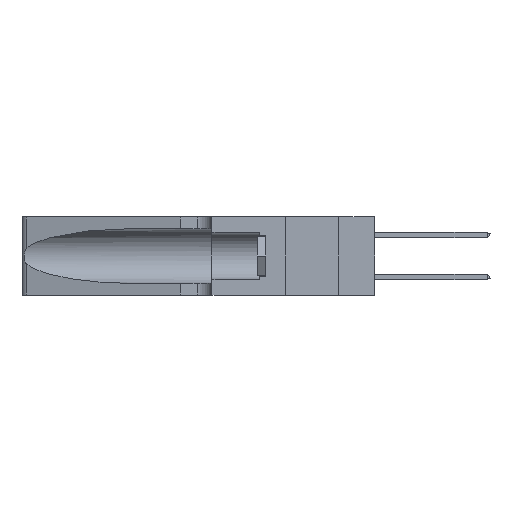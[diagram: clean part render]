
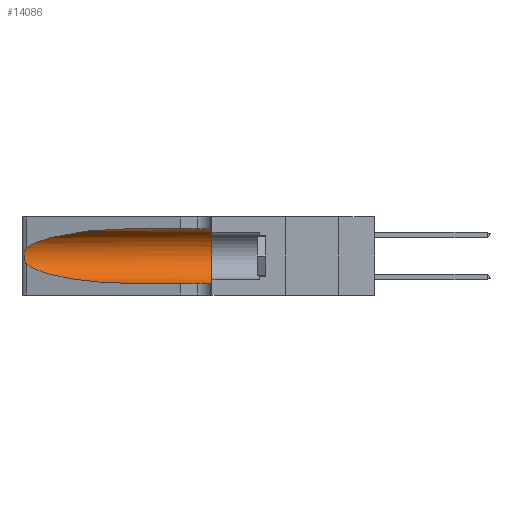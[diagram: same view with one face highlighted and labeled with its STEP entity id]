
A CAD part, left-side view. The second image highlights one B-rep face of the part: STEP entity #14086.
In plain terms, the highlighted cylindrical face has radius 3.308 mm (diameter 6.617 mm), a partial arc.
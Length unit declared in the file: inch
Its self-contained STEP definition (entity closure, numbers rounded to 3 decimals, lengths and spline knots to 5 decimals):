
#197 = EDGE_CURVE ( 'NONE', #3765, #15829, #24658, .T. ) ;
#591 = ORIENTED_EDGE ( 'NONE', *, *, #197, .F. ) ;
#1330 = VERTEX_POINT ( 'NONE', #21433 ) ;
#1457 = ORIENTED_EDGE ( 'NONE', *, *, #16685, .T. ) ;
#1474 = VECTOR ( 'NONE', #11743, 39.37008 ) ;
#1843 = CARTESIAN_POINT ( 'NONE',  ( 0.26075, 1.23896, 0.178 ) ) ;
#3120 = ORIENTED_EDGE ( 'NONE', *, *, #17160, .T. ) ;
#3567 = CARTESIAN_POINT ( 'NONE',  ( 0.1305, 0.35, 0.05475 ) ) ;
#3765 = VERTEX_POINT ( 'NONE', #4577 ) ;
#4224 = CARTESIAN_POINT ( 'NONE',  ( 0.25856, 1.23593, 0.16098 ) ) ;
#4577 = CARTESIAN_POINT ( 'NONE',  ( 0.1305, 0.35, 0.31525 ) ) ;
#5383 = ORIENTED_EDGE ( 'NONE', *, *, #9794, .T. ) ;
#6467 = CARTESIAN_POINT ( 'NONE',  ( 0.25487, 1.22718, 0.22369 ) ) ;
#6567 = CARTESIAN_POINT ( 'NONE',  ( 0.25639, 1.23186, 0.15144 ) ) ;
#6621 = DIRECTION ( 'NONE',  ( 0., 0., -1. ) ) ;
#8177 = CARTESIAN_POINT ( 'NONE',  ( 0.25487, 1.22718, 0.22369 ) ) ;
#8710 = CARTESIAN_POINT ( 'NONE',  ( 0.1305, 0.72297, 0.05475 ) ) ;
#8925 = CARTESIAN_POINT ( 'NONE',  ( 0.25487, 1.22718, 0.14631 ) ) ;
#8955 = LINE ( 'NONE', #18735, #19295 ) ;
#9377 = CARTESIAN_POINT ( 'NONE',  ( 0.1305, 1.61858, 0.31525 ) ) ;
#9794 = EDGE_CURVE ( 'NONE', #13404, #15829, #8955, .T. ) ;
#11185 = CARTESIAN_POINT ( 'NONE',  ( 0.25639, 1.23184, 0.21858 ) ) ;
#11743 = DIRECTION ( 'NONE',  ( 0., -1., 0. ) ) ;
#12078 = AXIS2_PLACEMENT_3D ( 'NONE', #18352, #25293, #6621 ) ;
#12253 = VERTEX_POINT ( 'NONE', #22553 ) ;
#12321 = EDGE_CURVE ( 'NONE', #1330, #27012, #13718, .T. ) ;
#13404 = VERTEX_POINT ( 'NONE', #23138 ) ;
#13568 = CARTESIAN_POINT ( 'NONE',  ( 0.25854, 1.2359, 0.20912 ) ) ;
#13718 = B_SPLINE_CURVE_WITH_KNOTS ( 'NONE', 3,
 ( #6467, #25130, #11185, #27424, #13568, #29654, #15931, #1843, #18292, #4224, #20673, #6567, #22943, #8925 ),
 .UNSPECIFIED., .F., .F.,
 ( 4, 2, 2, 2, 2, 2, 4 ),
 ( 0., 0.00027, 0.00053, 0.00107, 0.0016, 0.00187, 0.00214 ),
 .UNSPECIFIED. ) ;
#14086 = ADVANCED_FACE ( 'NONE', ( #24544 ), #29121, .F. ) ;
#14193 = EDGE_CURVE ( 'NONE', #12253, #3765, #20266, .T. ) ;
#14465 = DIRECTION ( 'NONE',  ( 0., 0., 1. ) ) ;
#14505 = DIRECTION ( 'NONE',  ( 0., 1., 0. ) ) ;
#14568 = CARTESIAN_POINT ( 'NONE',  ( 0.1305, 0.35, 0.185 ) ) ;
#15180 = CARTESIAN_POINT ( 'NONE',  ( 0.1305, 0.72297, 0.31525 ) ) ;
#15649 = ORIENTED_EDGE ( 'NONE', *, *, #14193, .F. ) ;
#15710 = CARTESIAN_POINT ( 'NONE',  ( 0.25487, 1.22718, 0.14631 ) ) ;
#15829 = VERTEX_POINT ( 'NONE', #3567 ) ;
#15931 = CARTESIAN_POINT ( 'NONE',  ( 0.26075, 1.23896, 0.19203 ) ) ;
#16462 = DIRECTION ( 'NONE',  ( 0., -1., 0. ) ) ;
#16685 = EDGE_CURVE ( 'NONE', #27012, #13404, #20718, .T. ) ;
#17160 = EDGE_CURVE ( 'NONE', #12253, #1330, #24604, .T. ) ;
#17767 = AXIS2_PLACEMENT_3D ( 'NONE', #14568, #14505, #14465 ) ;
#18292 = CARTESIAN_POINT ( 'NONE',  ( 0.26017, 1.23833, 0.17102 ) ) ;
#18352 = CARTESIAN_POINT ( 'NONE',  ( 0.1305, 1.61858, 0.185 ) ) ;
#18735 = CARTESIAN_POINT ( 'NONE',  ( 0.1305, 1.61858, 0.05475 ) ) ;
#19295 = VECTOR ( 'NONE', #16462, 39.37008 ) ;
#20266 = LINE ( 'NONE', #9377, #1474 ) ;
#20673 = CARTESIAN_POINT ( 'NONE',  ( 0.25789, 1.23486, 0.15765 ) ) ;
#20718 =( BOUNDED_CURVE ( )  B_SPLINE_CURVE ( 3, ( #15710, #29445, #22726, #8710 ),
 .UNSPECIFIED., .F., .F. ) 
 B_SPLINE_CURVE_WITH_KNOTS ( ( 4, 4 ),
 ( 3.44316, 4.71239 ),
 .UNSPECIFIED. ) 
 CURVE ( )  GEOMETRIC_REPRESENTATION_ITEM ( )  RATIONAL_B_SPLINE_CURVE ( ( 1., 0.87, 0.87, 1. ) ) 
 REPRESENTATION_ITEM ( '' )  );
#21433 = CARTESIAN_POINT ( 'NONE',  ( 0.25487, 1.22718, 0.22369 ) ) ;
#22203 = CARTESIAN_POINT ( 'NONE',  ( 0.2373, 1.15595, 0.28018 ) ) ;
#22553 = CARTESIAN_POINT ( 'NONE',  ( 0.1305, 0.72297, 0.31525 ) ) ;
#22726 = CARTESIAN_POINT ( 'NONE',  ( 0.18966, 0.96281, 0.05475 ) ) ;
#22943 = CARTESIAN_POINT ( 'NONE',  ( 0.25555, 1.22993, 0.14849 ) ) ;
#23138 = CARTESIAN_POINT ( 'NONE',  ( 0.1305, 0.72297, 0.05475 ) ) ;
#24028 = CARTESIAN_POINT ( 'NONE',  ( 0.25487, 1.22718, 0.14631 ) ) ;
#24276 = EDGE_LOOP ( 'NONE', ( #3120, #28198, #1457, #5383, #591, #15649 ) ) ;
#24544 = FACE_OUTER_BOUND ( 'NONE', #24276, .T. ) ;
#24604 =( BOUNDED_CURVE ( )  B_SPLINE_CURVE ( 3, ( #15180, #28927, #22203, #8177 ),
 .UNSPECIFIED., .F., .T. ) 
 B_SPLINE_CURVE_WITH_KNOTS ( ( 4, 4 ),
 ( 1.5708, 2.84003 ),
 .UNSPECIFIED. ) 
 CURVE ( )  GEOMETRIC_REPRESENTATION_ITEM ( )  RATIONAL_B_SPLINE_CURVE ( ( 1., 0.87, 0.87, 1. ) ) 
 REPRESENTATION_ITEM ( '' )  );
#24658 = CIRCLE ( 'NONE', #17767, 0.13025 ) ;
#25130 = CARTESIAN_POINT ( 'NONE',  ( 0.25555, 1.22994, 0.2215 ) ) ;
#25293 = DIRECTION ( 'NONE',  ( 0., -1., 0. ) ) ;
#27012 = VERTEX_POINT ( 'NONE', #24028 ) ;
#27424 = CARTESIAN_POINT ( 'NONE',  ( 0.25787, 1.23484, 0.2124 ) ) ;
#28198 = ORIENTED_EDGE ( 'NONE', *, *, #12321, .T. ) ;
#28927 = CARTESIAN_POINT ( 'NONE',  ( 0.18966, 0.96281, 0.31525 ) ) ;
#29121 = CYLINDRICAL_SURFACE ( 'NONE', #12078, 0.13025 ) ;
#29445 = CARTESIAN_POINT ( 'NONE',  ( 0.2373, 1.15595, 0.08982 ) ) ;
#29654 = CARTESIAN_POINT ( 'NONE',  ( 0.26018, 1.23835, 0.19895 ) ) ;
